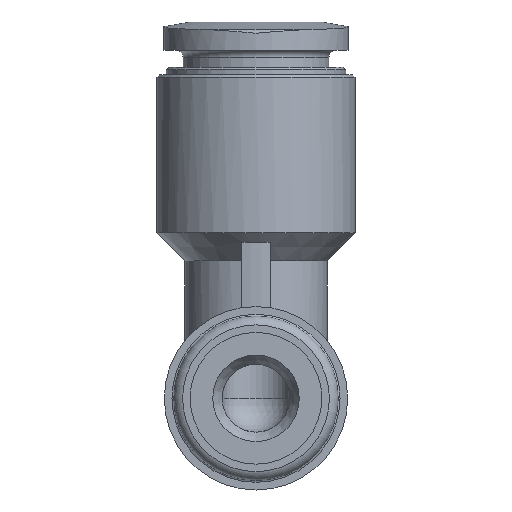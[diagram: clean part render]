
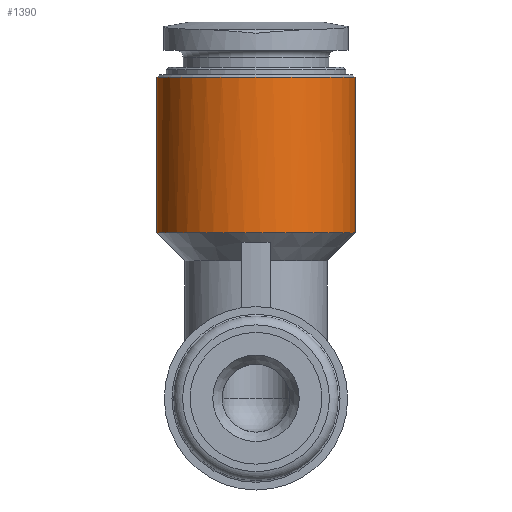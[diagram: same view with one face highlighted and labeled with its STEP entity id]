
A CAD part, front view. The second image highlights one B-rep face of the part: STEP entity #1390.
In plain terms, the highlighted cylindrical face has radius 5.275 mm (diameter 10.55 mm), a full revolution.
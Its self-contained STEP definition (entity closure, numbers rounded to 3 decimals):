
#146=CIRCLE('',#1450,5.275);
#181=CIRCLE('',#1518,5.275);
#316=ORIENTED_EDGE('',*,*,#459,.F.);
#317=ORIENTED_EDGE('',*,*,#500,.T.);
#459=EDGE_CURVE('',#566,#566,#146,.T.);
#500=EDGE_CURVE('',#604,#604,#181,.T.);
#566=VERTEX_POINT('',#1951);
#604=VERTEX_POINT('',#2081);
#708=EDGE_LOOP('',(#316));
#709=EDGE_LOOP('',(#317));
#818=FACE_BOUND('',#708,.T.);
#819=FACE_BOUND('',#709,.T.);
#865=CYLINDRICAL_SURFACE('',#1519,5.275);
#1390=ADVANCED_FACE('',(#818,#819),#865,.T.);
#1450=AXIS2_PLACEMENT_3D('',#1950,#1630,#1631);
#1518=AXIS2_PLACEMENT_3D('',#2080,#1766,#1767);
#1519=AXIS2_PLACEMENT_3D('',#2082,#1768,#1769);
#1630=DIRECTION('',(0.,0.,-1.));
#1631=DIRECTION('',(-1.,0.,0.));
#1766=DIRECTION('',(0.,0.,-1.));
#1767=DIRECTION('',(-1.,0.,0.));
#1768=DIRECTION('',(0.,0.,-1.));
#1769=DIRECTION('',(-1.,0.,0.));
#1950=CARTESIAN_POINT('',(0.,14.4,8.8));
#1951=CARTESIAN_POINT('',(-5.275,14.4,8.8));
#2080=CARTESIAN_POINT('',(0.,14.4,17.059));
#2081=CARTESIAN_POINT('',(-5.275,14.4,17.059));
#2082=CARTESIAN_POINT('',(0.,14.4,-3.775));
